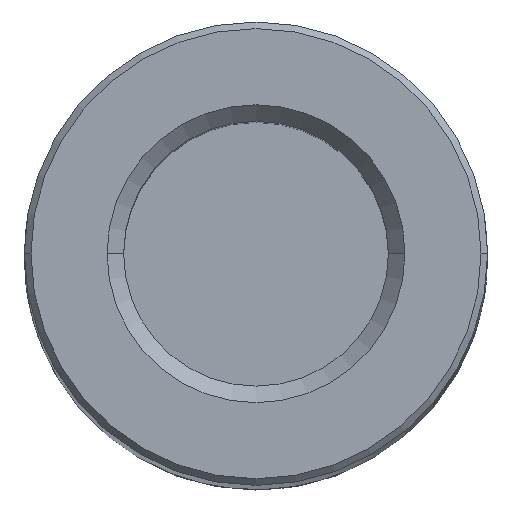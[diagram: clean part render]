
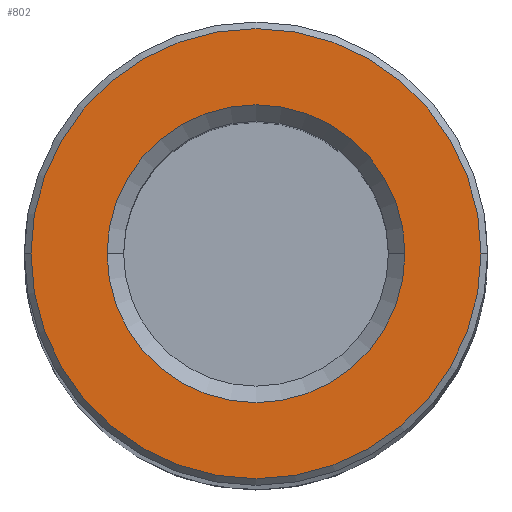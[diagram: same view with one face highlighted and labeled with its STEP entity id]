
A CAD part, top view. The second image highlights one B-rep face of the part: STEP entity #802.
In plain terms, the highlighted planar face has unit normal (0, 0, 1).
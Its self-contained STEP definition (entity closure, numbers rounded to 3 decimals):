
#38 = CIRCLE ( 'NONE', #790, 17. ) ;
#61 = PLANE ( 'NONE',  #711 ) ;
#107 = CARTESIAN_POINT ( 'NONE',  ( 0., 0., 200. ) ) ;
#120 = DIRECTION ( 'NONE',  ( 1., 0., 0. ) ) ;
#152 = DIRECTION ( 'NONE',  ( 0., 0., 1. ) ) ;
#160 = FACE_BOUND ( 'NONE', #210, .T. ) ;
#210 = EDGE_LOOP ( 'NONE', ( #493, #842 ) ) ;
#223 = ORIENTED_EDGE ( 'NONE', *, *, #234, .T. ) ;
#234 = EDGE_CURVE ( 'NONE', #769, #643, #375, .T. ) ;
#258 = EDGE_CURVE ( 'NONE', #643, #769, #38, .T. ) ;
#302 = CARTESIAN_POINT ( 'NONE',  ( -17., 0., 200. ) ) ;
#356 = DIRECTION ( 'NONE',  ( 0., 0., 1. ) ) ;
#361 = DIRECTION ( 'NONE',  ( 0., 0., 1. ) ) ;
#375 = CIRCLE ( 'NONE', #1031, 17. ) ;
#414 = ORIENTED_EDGE ( 'NONE', *, *, #258, .T. ) ;
#493 = ORIENTED_EDGE ( 'NONE', *, *, #539, .F. ) ;
#521 = DIRECTION ( 'NONE',  ( 0., 0., 1. ) ) ;
#539 = EDGE_CURVE ( 'NONE', #1162, #792, #1033, .T. ) ;
#544 = AXIS2_PLACEMENT_3D ( 'NONE', #722, #903, #120 ) ;
#587 = CIRCLE ( 'NONE', #544, 11.25 ) ;
#615 = EDGE_CURVE ( 'NONE', #792, #1162, #587, .T. ) ;
#637 = CARTESIAN_POINT ( 'NONE',  ( -11.25, 0., 200. ) ) ;
#643 = VERTEX_POINT ( 'NONE', #302 ) ;
#711 = AXIS2_PLACEMENT_3D ( 'NONE', #923, #356, #726 ) ;
#722 = CARTESIAN_POINT ( 'NONE',  ( 0., 0., 200. ) ) ;
#726 = DIRECTION ( 'NONE',  ( 1., 0., 0. ) ) ;
#733 = CARTESIAN_POINT ( 'NONE',  ( 11.25, 0., 200. ) ) ;
#769 = VERTEX_POINT ( 'NONE', #1225 ) ;
#790 = AXIS2_PLACEMENT_3D ( 'NONE', #1264, #521, #821 ) ;
#792 = VERTEX_POINT ( 'NONE', #637 ) ;
#802 = ADVANCED_FACE ( 'NONE', ( #1030, #160 ), #61, .T. ) ;
#821 = DIRECTION ( 'NONE',  ( 1., 0., 0. ) ) ;
#842 = ORIENTED_EDGE ( 'NONE', *, *, #615, .F. ) ;
#903 = DIRECTION ( 'NONE',  ( 0., 0., 1. ) ) ;
#923 = CARTESIAN_POINT ( 'NONE',  ( 0., 0., 200. ) ) ;
#949 = AXIS2_PLACEMENT_3D ( 'NONE', #107, #361, #1049 ) ;
#1030 = FACE_OUTER_BOUND ( 'NONE', #1104, .T. ) ;
#1031 = AXIS2_PLACEMENT_3D ( 'NONE', #1102, #152, #1156 ) ;
#1033 = CIRCLE ( 'NONE', #949, 11.25 ) ;
#1049 = DIRECTION ( 'NONE',  ( 1., 0., 0. ) ) ;
#1102 = CARTESIAN_POINT ( 'NONE',  ( 0., 0., 200. ) ) ;
#1104 = EDGE_LOOP ( 'NONE', ( #414, #223 ) ) ;
#1156 = DIRECTION ( 'NONE',  ( 1., 0., 0. ) ) ;
#1162 = VERTEX_POINT ( 'NONE', #733 ) ;
#1225 = CARTESIAN_POINT ( 'NONE',  ( 17., 0., 200. ) ) ;
#1264 = CARTESIAN_POINT ( 'NONE',  ( 0., 0., 200. ) ) ;
